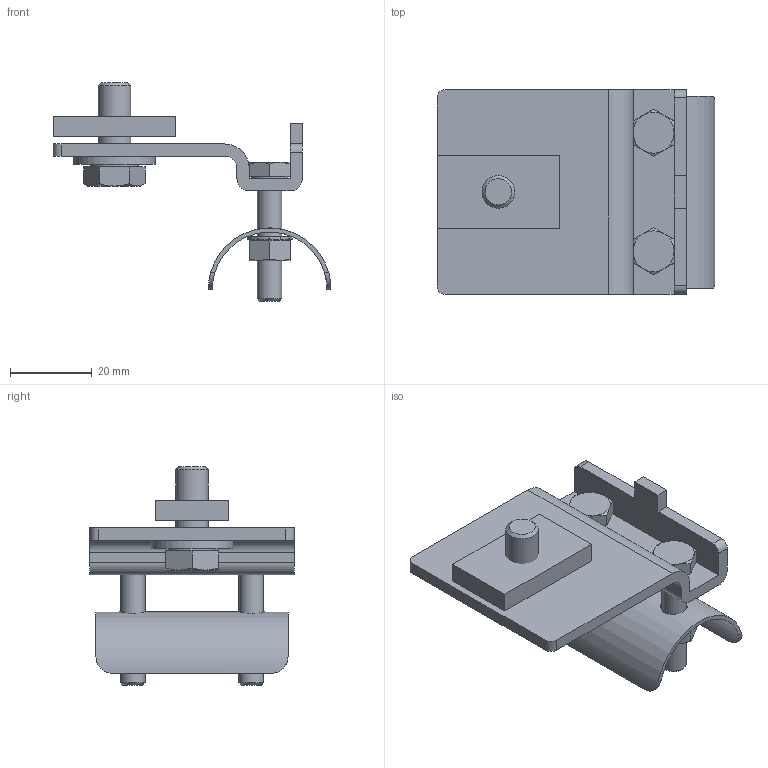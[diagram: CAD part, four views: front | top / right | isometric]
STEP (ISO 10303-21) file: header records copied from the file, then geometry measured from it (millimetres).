
FILE_DESCRIPTION(('STEP AP214'),'1');
FILE_NAME('PMH Ändklamma 1335E.stp','2013-08-16T11:41:31',(' '),(' '),'Spatial InterOp 3D',' ',' ');
FILE_SCHEMA(('automotive_design'));
Length unit declared in the file: millimetre
Products named in the file (9): PMH Kabelskena andklamma 1335E; NAUO11; NAUO10; NAUO9; NAUO8; NAUO6; NAUO5; NAUO4; NAUO1
Assembly tree (11 placements, depth 2):
  PMH Kabelskena andklamma 1335E
    NAUO11
    NAUO10
    NAUO9  x2
    NAUO8  x2
    NAUO6
    NAUO5
    NAUO4  x2
    NAUO1
Bounding box: 68 x 50 x 53.5 mm (x, y, z)
Volume: 20630.7 mm3; surface area: 18603 mm2
Topology: 11 solids, 11 shells, 220 faces, 550 edges, 358 vertices
Faces by surface type: plane 130, cylinder 58, cone 29, torus 3
Full cylindrical faces by diameter (mm): 4.917 x2, 6 x2, 6.4 x2, 6.5 x2, 6.8 x1, 8 x1, 8.4 x1, 8.88 x2, 11.63 x1, 13 x1, 20 x1
Entity records: 6176 total; most frequent: CARTESIAN_POINT 1338, DIRECTION 708, ORIENTED_EDGE 688, EDGE_CURVE 344, AXIS2_PLACEMENT_3D 252, VERTEX_POINT 236, LINE 204, VECTOR 204
